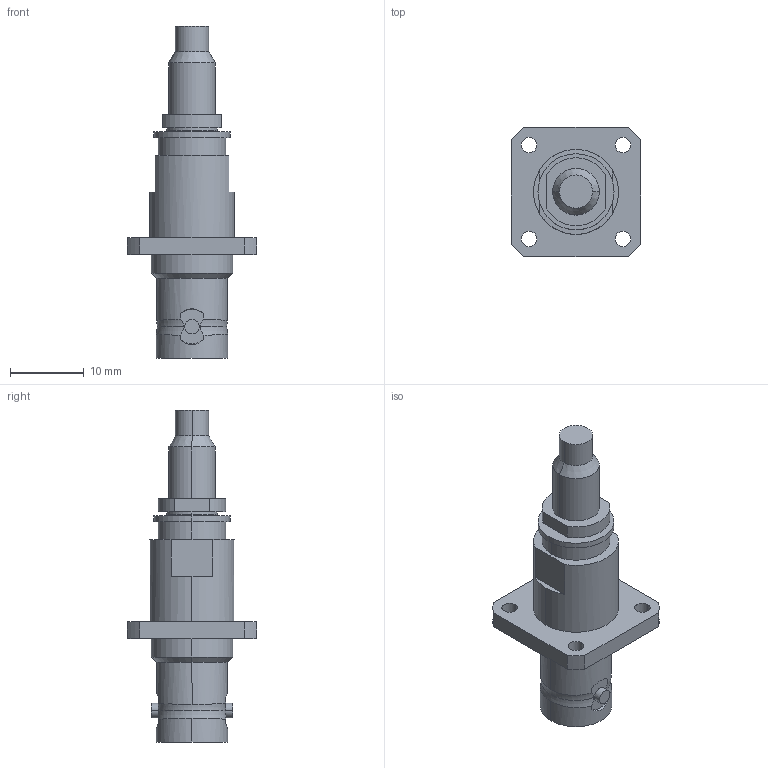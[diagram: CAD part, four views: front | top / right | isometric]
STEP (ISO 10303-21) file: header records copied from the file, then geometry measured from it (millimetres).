
FILE_DESCRIPTION (( 'STEP AP203' ), '1' );
FILE_NAME ('R141.295.200C.STEP', '2014-11-28T08:20:09', ( '' ), ( '' ), 'SwSTEP 2.0', 'SolidWorks 2014', '' );
FILE_SCHEMA (( 'CONFIG_CONTROL_DESIGN' ));
Length unit declared in the file: metre
Products named in the file (1): R141.295.200C
Bounding box: 17.5 x 17.5 x 44.93 mm (x, y, z)
Volume: 3163.5 mm3; surface area: 2453.2 mm2
Topology: 1 solids, 1 shells, 121 faces, 300 edges, 194 vertices
Faces by surface type: cylinder 46, plane 43, cone 28, torus 4
Entity records: 3959 total; most frequent: CARTESIAN_POINT 998, DIRECTION 610, ORIENTED_EDGE 600, EDGE_CURVE 300, AXIS2_PLACEMENT_3D 252, VERTEX_POINT 194, EDGE_LOOP 142, CIRCLE 130
